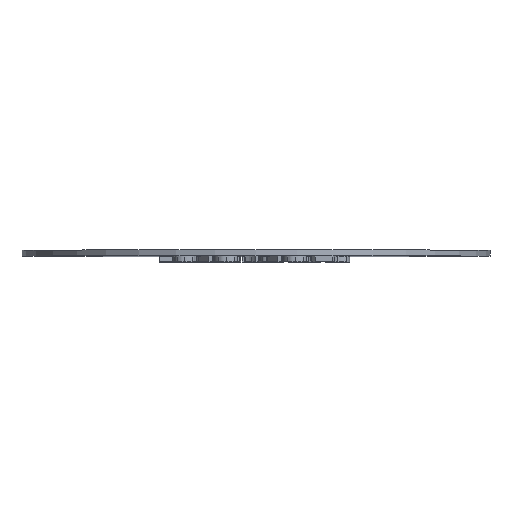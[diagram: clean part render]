
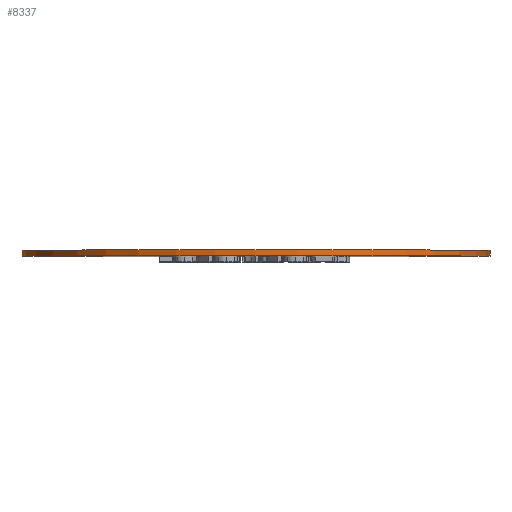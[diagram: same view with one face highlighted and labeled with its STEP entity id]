
A CAD part, top view. The second image highlights one B-rep face of the part: STEP entity #8337.
In plain terms, the highlighted cylindrical face has radius 197.5 mm (diameter 395 mm), a full revolution.
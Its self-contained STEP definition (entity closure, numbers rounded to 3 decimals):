
#15=CYLINDRICAL_SURFACE('',#8516,197.5);
#16=CIRCLE('',#8515,197.5);
#17=CIRCLE('',#8517,197.5);
#1348=FACE_OUTER_BOUND('',#1804,.T.);
#1804=EDGE_LOOP('',(#7373,#7374,#7375,#7376));
#2501=LINE('',#16870,#3173);
#3173=VECTOR('',#9522,197.5);
#4000=VERTEX_POINT('',#16865);
#4001=VERTEX_POINT('',#16868);
#5241=EDGE_CURVE('',#4000,#4000,#16,.T.);
#5242=EDGE_CURVE('',#4001,#4001,#17,.T.);
#5243=EDGE_CURVE('',#4001,#4000,#2501,.T.);
#7373=ORIENTED_EDGE('',*,*,#5242,.F.);
#7374=ORIENTED_EDGE('',*,*,#5243,.T.);
#7375=ORIENTED_EDGE('',*,*,#5241,.T.);
#7376=ORIENTED_EDGE('',*,*,#5243,.F.);
#8337=ADVANCED_FACE('',(#1348),#15,.T.);
#8515=AXIS2_PLACEMENT_3D('',#16866,#9516,#9517);
#8516=AXIS2_PLACEMENT_3D('',#16867,#9518,#9519);
#8517=AXIS2_PLACEMENT_3D('',#16869,#9520,#9521);
#9516=DIRECTION('center_axis',(0.,-1.,0.));
#9517=DIRECTION('ref_axis',(1.,0.,0.));
#9518=DIRECTION('center_axis',(0.,-1.,0.));
#9519=DIRECTION('ref_axis',(1.,0.,0.));
#9520=DIRECTION('center_axis',(0.,-1.,0.));
#9521=DIRECTION('ref_axis',(1.,0.,0.));
#9522=DIRECTION('',(0.,1.,0.));
#16865=CARTESIAN_POINT('',(-185.033,-275.,442.989));
#16866=CARTESIAN_POINT('Origin',(12.467,-275.,442.989));
#16867=CARTESIAN_POINT('Origin',(12.467,0.,442.989));
#16868=CARTESIAN_POINT('',(-185.033,-280.,442.989));
#16869=CARTESIAN_POINT('Origin',(12.467,-280.,442.989));
#16870=CARTESIAN_POINT('',(-185.033,0.,442.989));
